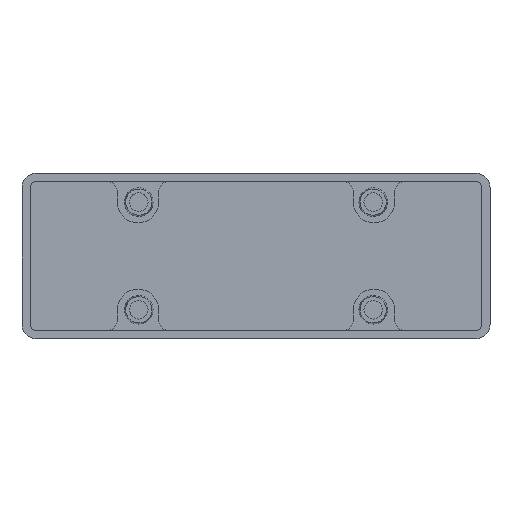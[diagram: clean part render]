
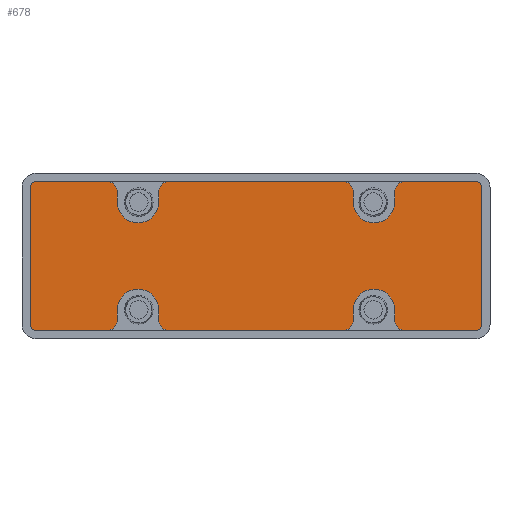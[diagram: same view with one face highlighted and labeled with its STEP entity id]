
A CAD part, top view. The second image highlights one B-rep face of the part: STEP entity #678.
In plain terms, the highlighted planar face has unit normal (0, 0, 1).
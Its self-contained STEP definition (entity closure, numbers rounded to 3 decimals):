
#221=CARTESIAN_POINT('',(36.,18.,-2.0));
#222=VERTEX_POINT('',#221);
#223=CARTESIAN_POINT('',(33.5,15.5,-2.0));
#224=VERTEX_POINT('',#223);
#225=CARTESIAN_POINT('',(36.,15.5,-2.0));
#226=DIRECTION('',(0.0,0.0,1.0));
#227=DIRECTION('',(-0.707,0.707,0.0));
#228=AXIS2_PLACEMENT_3D('',#225,#226,#227);
#229=CIRCLE('',#228,2.5);
#230=EDGE_CURVE('',#222,#224,#229,.T.);
#272=CARTESIAN_POINT('',(53.0,18.,-2.0));
#273=VERTEX_POINT('',#272);
#274=CARTESIAN_POINT('',(53.0,18.,-2.0));
#275=DIRECTION('',(-1.0,0.0,0.0));
#276=VECTOR('',#275,17.0);
#277=LINE('',#274,#276);
#278=EDGE_CURVE('',#273,#222,#277,.T.);
#296=CARTESIAN_POINT('',(-53.0,18.,-2.0));
#297=VERTEX_POINT('',#296);
#304=CARTESIAN_POINT('',(-36.,18.,-2.0));
#305=VERTEX_POINT('',#304);
#306=CARTESIAN_POINT('',(-36.0,18.,-2.0));
#307=DIRECTION('',(-1.0,0.0,0.0));
#308=VECTOR('',#307,17.0);
#309=LINE('',#306,#308);
#310=EDGE_CURVE('',#305,#297,#309,.T.);
#328=CARTESIAN_POINT('',(-21.,18.,-2.0));
#329=VERTEX_POINT('',#328);
#336=CARTESIAN_POINT('',(21.,18.,-2.0));
#337=VERTEX_POINT('',#336);
#338=CARTESIAN_POINT('',(21.,18.,-2.0));
#339=DIRECTION('',(-1.0,0.0,0.0));
#340=VECTOR('',#339,42.);
#341=LINE('',#338,#340);
#342=EDGE_CURVE('',#337,#329,#341,.T.);
#358=CARTESIAN_POINT('',(23.5,15.5,-2.0));
#359=VERTEX_POINT('',#358);
#360=CARTESIAN_POINT('',(21.,15.5,-2.0));
#361=DIRECTION('',(0.0,0.0,1.0));
#362=DIRECTION('',(0.707,0.707,0.0));
#363=AXIS2_PLACEMENT_3D('',#360,#361,#362);
#364=CIRCLE('',#363,2.5);
#365=EDGE_CURVE('',#359,#337,#364,.T.);
#392=CARTESIAN_POINT('',(23.5,13.,-2.0));
#393=VERTEX_POINT('',#392);
#394=CARTESIAN_POINT('',(23.5,13.,-2.0));
#395=DIRECTION('',(0.0,1.0,0.0));
#396=VECTOR('',#395,2.5);
#397=LINE('',#394,#396);
#398=EDGE_CURVE('',#393,#359,#397,.T.);
#422=CARTESIAN_POINT('',(33.5,-15.5,-2.0));
#423=VERTEX_POINT('',#422);
#424=CARTESIAN_POINT('',(36.,-18.0,-2.0));
#425=VERTEX_POINT('',#424);
#426=CARTESIAN_POINT('',(36.0,-15.5,-2.0));
#427=DIRECTION('',(0.0,0.0,1.0));
#428=DIRECTION('',(-0.707,-0.707,0.0));
#429=AXIS2_PLACEMENT_3D('',#426,#427,#428);
#430=CIRCLE('',#429,2.5);
#431=EDGE_CURVE('',#423,#425,#430,.T.);
#459=CARTESIAN_POINT('',(0.,0.,-2.0));
#460=DIRECTION('',(0.0,0.0,1.0));
#461=DIRECTION('',(1.0,0.0,0.0));
#462=AXIS2_PLACEMENT_3D('',#459,#460,#461);
#463=PLANE('',#462);
#464=ORIENTED_EDGE('',*,*,#230,.T.);
#465=CARTESIAN_POINT('',(33.5,13.,-2.0));
#466=VERTEX_POINT('',#465);
#467=CARTESIAN_POINT('',(33.5,15.5,-2.0));
#468=DIRECTION('',(0.0,-1.0,0.0));
#469=VECTOR('',#468,2.5);
#470=LINE('',#467,#469);
#471=EDGE_CURVE('',#224,#466,#470,.T.);
#472=ORIENTED_EDGE('',*,*,#471,.T.);
#473=CARTESIAN_POINT('',(28.5,13.,-2.0));
#474=DIRECTION('',(0.0,0.0,-1.0));
#475=DIRECTION('',(1.0,0.0,0.0));
#476=AXIS2_PLACEMENT_3D('',#473,#474,#475);
#477=CIRCLE('',#476,5.0);
#478=EDGE_CURVE('',#466,#393,#477,.T.);
#479=ORIENTED_EDGE('',*,*,#478,.T.);
#480=ORIENTED_EDGE('',*,*,#398,.T.);
#481=ORIENTED_EDGE('',*,*,#365,.T.);
#482=ORIENTED_EDGE('',*,*,#342,.T.);
#483=CARTESIAN_POINT('',(-23.5,15.5,-2.0));
#484=VERTEX_POINT('',#483);
#485=CARTESIAN_POINT('',(-21.,15.5,-2.0));
#486=DIRECTION('',(0.0,0.0,1.0));
#487=DIRECTION('',(-0.707,0.707,0.0));
#488=AXIS2_PLACEMENT_3D('',#485,#486,#487);
#489=CIRCLE('',#488,2.5);
#490=EDGE_CURVE('',#329,#484,#489,.T.);
#491=ORIENTED_EDGE('',*,*,#490,.T.);
#492=CARTESIAN_POINT('',(-23.5,13.,-2.0));
#493=VERTEX_POINT('',#492);
#494=CARTESIAN_POINT('',(-23.5,15.5,-2.0));
#495=DIRECTION('',(0.0,-1.0,0.0));
#496=VECTOR('',#495,2.5);
#497=LINE('',#494,#496);
#498=EDGE_CURVE('',#484,#493,#497,.T.);
#499=ORIENTED_EDGE('',*,*,#498,.T.);
#500=CARTESIAN_POINT('',(-33.5,13.,-2.0));
#501=VERTEX_POINT('',#500);
#502=CARTESIAN_POINT('',(-28.5,13.,-2.0));
#503=DIRECTION('',(0.0,0.0,-1.0));
#504=DIRECTION('',(-1.0,0.0,0.0));
#505=AXIS2_PLACEMENT_3D('',#502,#503,#504);
#506=CIRCLE('',#505,5.0);
#507=EDGE_CURVE('',#493,#501,#506,.T.);
#508=ORIENTED_EDGE('',*,*,#507,.T.);
#509=CARTESIAN_POINT('',(-33.5,15.5,-2.0));
#510=VERTEX_POINT('',#509);
#511=CARTESIAN_POINT('',(-33.5,13.,-2.0));
#512=DIRECTION('',(0.0,1.0,0.0));
#513=VECTOR('',#512,2.5);
#514=LINE('',#511,#513);
#515=EDGE_CURVE('',#501,#510,#514,.T.);
#516=ORIENTED_EDGE('',*,*,#515,.T.);
#517=CARTESIAN_POINT('',(-36.,15.5,-2.0));
#518=DIRECTION('',(0.0,0.0,1.0));
#519=DIRECTION('',(0.707,0.707,0.0));
#520=AXIS2_PLACEMENT_3D('',#517,#518,#519);
#521=CIRCLE('',#520,2.5);
#522=EDGE_CURVE('',#510,#305,#521,.T.);
#523=ORIENTED_EDGE('',*,*,#522,.T.);
#524=ORIENTED_EDGE('',*,*,#310,.T.);
#525=CARTESIAN_POINT('',(-54.5,16.5,-2.0));
#526=VERTEX_POINT('',#525);
#527=CARTESIAN_POINT('',(-53.,16.5,-2.0));
#528=DIRECTION('',(0.0,0.0,1.0));
#529=DIRECTION('',(-0.707,0.707,0.0));
#530=AXIS2_PLACEMENT_3D('',#527,#528,#529);
#531=CIRCLE('',#530,1.5);
#532=EDGE_CURVE('',#297,#526,#531,.T.);
#533=ORIENTED_EDGE('',*,*,#532,.T.);
#534=CARTESIAN_POINT('',(-54.5,-16.5,-2.0));
#535=VERTEX_POINT('',#534);
#536=CARTESIAN_POINT('',(-54.5,16.5,-2.0));
#537=DIRECTION('',(0.0,-1.0,0.0));
#538=VECTOR('',#537,33.0);
#539=LINE('',#536,#538);
#540=EDGE_CURVE('',#526,#535,#539,.T.);
#541=ORIENTED_EDGE('',*,*,#540,.T.);
#542=CARTESIAN_POINT('',(-53.0,-18.0,-2.0));
#543=VERTEX_POINT('',#542);
#544=CARTESIAN_POINT('',(-53.0,-16.5,-2.0));
#545=DIRECTION('',(0.0,0.0,1.0));
#546=DIRECTION('',(-0.707,-0.707,0.0));
#547=AXIS2_PLACEMENT_3D('',#544,#545,#546);
#548=CIRCLE('',#547,1.5);
#549=EDGE_CURVE('',#535,#543,#548,.T.);
#550=ORIENTED_EDGE('',*,*,#549,.T.);
#551=CARTESIAN_POINT('',(-36.0,-18.0,-2.0));
#552=VERTEX_POINT('',#551);
#553=CARTESIAN_POINT('',(-53.0,-18.0,-2.0));
#554=DIRECTION('',(1.0,0.0,0.0));
#555=VECTOR('',#554,17.);
#556=LINE('',#553,#555);
#557=EDGE_CURVE('',#543,#552,#556,.T.);
#558=ORIENTED_EDGE('',*,*,#557,.T.);
#559=CARTESIAN_POINT('',(-33.5,-15.5,-2.0));
#560=VERTEX_POINT('',#559);
#561=CARTESIAN_POINT('',(-36.0,-15.5,-2.0));
#562=DIRECTION('',(0.0,0.0,1.0));
#563=DIRECTION('',(0.707,-0.707,0.0));
#564=AXIS2_PLACEMENT_3D('',#561,#562,#563);
#565=CIRCLE('',#564,2.5);
#566=EDGE_CURVE('',#552,#560,#565,.T.);
#567=ORIENTED_EDGE('',*,*,#566,.T.);
#568=CARTESIAN_POINT('',(-33.5,-13.,-2.0));
#569=VERTEX_POINT('',#568);
#570=CARTESIAN_POINT('',(-33.5,-15.5,-2.0));
#571=DIRECTION('',(0.0,1.0,0.0));
#572=VECTOR('',#571,2.5);
#573=LINE('',#570,#572);
#574=EDGE_CURVE('',#560,#569,#573,.T.);
#575=ORIENTED_EDGE('',*,*,#574,.T.);
#576=CARTESIAN_POINT('',(-23.5,-13.,-2.0));
#577=VERTEX_POINT('',#576);
#578=CARTESIAN_POINT('',(-28.5,-13.,-2.0));
#579=DIRECTION('',(0.0,0.0,-1.0));
#580=DIRECTION('',(1.0,0.0,0.0));
#581=AXIS2_PLACEMENT_3D('',#578,#579,#580);
#582=CIRCLE('',#581,5.);
#583=EDGE_CURVE('',#569,#577,#582,.T.);
#584=ORIENTED_EDGE('',*,*,#583,.T.);
#585=CARTESIAN_POINT('',(-23.5,-15.5,-2.0));
#586=VERTEX_POINT('',#585);
#587=CARTESIAN_POINT('',(-23.5,-13.,-2.0));
#588=DIRECTION('',(0.0,-1.0,0.0));
#589=VECTOR('',#588,2.5);
#590=LINE('',#587,#589);
#591=EDGE_CURVE('',#577,#586,#590,.T.);
#592=ORIENTED_EDGE('',*,*,#591,.T.);
#593=CARTESIAN_POINT('',(-21.,-18.0,-2.0));
#594=VERTEX_POINT('',#593);
#595=CARTESIAN_POINT('',(-21.,-15.5,-2.0));
#596=DIRECTION('',(0.0,0.0,1.0));
#597=DIRECTION('',(-0.707,-0.707,0.0));
#598=AXIS2_PLACEMENT_3D('',#595,#596,#597);
#599=CIRCLE('',#598,2.5);
#600=EDGE_CURVE('',#586,#594,#599,.T.);
#601=ORIENTED_EDGE('',*,*,#600,.T.);
#602=CARTESIAN_POINT('',(21.,-18.0,-2.0));
#603=VERTEX_POINT('',#602);
#604=CARTESIAN_POINT('',(-21.,-18.0,-2.0));
#605=DIRECTION('',(1.0,0.0,0.0));
#606=VECTOR('',#605,42.);
#607=LINE('',#604,#606);
#608=EDGE_CURVE('',#594,#603,#607,.T.);
#609=ORIENTED_EDGE('',*,*,#608,.T.);
#610=CARTESIAN_POINT('',(23.5,-15.5,-2.0));
#611=VERTEX_POINT('',#610);
#612=CARTESIAN_POINT('',(21.,-15.5,-2.0));
#613=DIRECTION('',(0.0,0.0,1.0));
#614=DIRECTION('',(0.707,-0.707,0.0));
#615=AXIS2_PLACEMENT_3D('',#612,#613,#614);
#616=CIRCLE('',#615,2.5);
#617=EDGE_CURVE('',#603,#611,#616,.T.);
#618=ORIENTED_EDGE('',*,*,#617,.T.);
#619=CARTESIAN_POINT('',(23.5,-13.,-2.0));
#620=VERTEX_POINT('',#619);
#621=CARTESIAN_POINT('',(23.5,-15.5,-2.0));
#622=DIRECTION('',(0.0,1.0,0.0));
#623=VECTOR('',#622,2.5);
#624=LINE('',#621,#623);
#625=EDGE_CURVE('',#611,#620,#624,.T.);
#626=ORIENTED_EDGE('',*,*,#625,.T.);
#627=CARTESIAN_POINT('',(33.5,-13.,-2.0));
#628=VERTEX_POINT('',#627);
#629=CARTESIAN_POINT('',(28.5,-13.,-2.0));
#630=DIRECTION('',(0.0,0.0,-1.0));
#631=DIRECTION('',(-1.0,0.0,0.0));
#632=AXIS2_PLACEMENT_3D('',#629,#630,#631);
#633=CIRCLE('',#632,5.);
#634=EDGE_CURVE('',#620,#628,#633,.T.);
#635=ORIENTED_EDGE('',*,*,#634,.T.);
#636=CARTESIAN_POINT('',(33.5,-13.,-2.0));
#637=DIRECTION('',(0.0,-1.0,0.0));
#638=VECTOR('',#637,2.5);
#639=LINE('',#636,#638);
#640=EDGE_CURVE('',#628,#423,#639,.T.);
#641=ORIENTED_EDGE('',*,*,#640,.T.);
#642=ORIENTED_EDGE('',*,*,#431,.T.);
#643=CARTESIAN_POINT('',(53.0,-18.0,-2.0));
#644=VERTEX_POINT('',#643);
#645=CARTESIAN_POINT('',(36.0,-18.0,-2.0));
#646=DIRECTION('',(1.0,0.0,0.0));
#647=VECTOR('',#646,17.0);
#648=LINE('',#645,#647);
#649=EDGE_CURVE('',#425,#644,#648,.T.);
#650=ORIENTED_EDGE('',*,*,#649,.T.);
#651=CARTESIAN_POINT('',(54.5,-16.5,-2.0));
#652=VERTEX_POINT('',#651);
#653=CARTESIAN_POINT('',(53.,-16.5,-2.0));
#654=DIRECTION('',(0.0,0.0,1.0));
#655=DIRECTION('',(0.707,-0.707,0.0));
#656=AXIS2_PLACEMENT_3D('',#653,#654,#655);
#657=CIRCLE('',#656,1.5);
#658=EDGE_CURVE('',#644,#652,#657,.T.);
#659=ORIENTED_EDGE('',*,*,#658,.T.);
#660=CARTESIAN_POINT('',(54.5,16.5,-2.0));
#661=VERTEX_POINT('',#660);
#662=CARTESIAN_POINT('',(54.5,-16.5,-2.0));
#663=DIRECTION('',(0.0,1.0,0.0));
#664=VECTOR('',#663,33.);
#665=LINE('',#662,#664);
#666=EDGE_CURVE('',#652,#661,#665,.T.);
#667=ORIENTED_EDGE('',*,*,#666,.T.);
#668=CARTESIAN_POINT('',(53.0,16.5,-2.0));
#669=DIRECTION('',(0.0,0.0,1.0));
#670=DIRECTION('',(0.707,0.707,0.0));
#671=AXIS2_PLACEMENT_3D('',#668,#669,#670);
#672=CIRCLE('',#671,1.5);
#673=EDGE_CURVE('',#661,#273,#672,.T.);
#674=ORIENTED_EDGE('',*,*,#673,.T.);
#675=ORIENTED_EDGE('',*,*,#278,.T.);
#676=EDGE_LOOP('',(#464,#472,#479,#480,#481,#482,#491,#499,#508,#516,#523,#524,#533,#541,#550,#558,#567,#575,#584,#592,#601,#609,#618,#626,#635,#641,#642,#650,#659,#667,#674,#675));
#677=FACE_OUTER_BOUND('',#676,.T.);
#678=ADVANCED_FACE('',(#677),#463,.T.);
